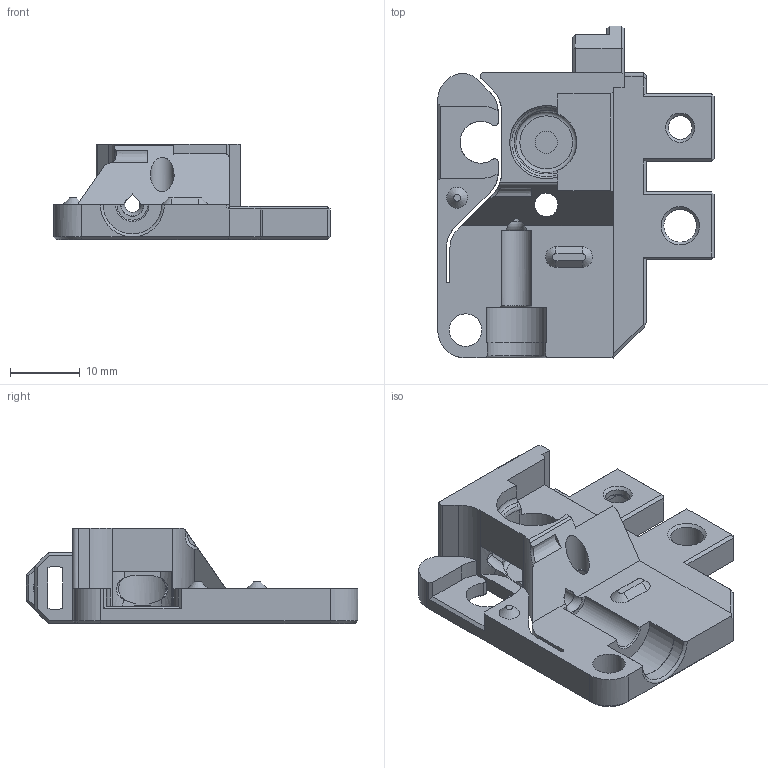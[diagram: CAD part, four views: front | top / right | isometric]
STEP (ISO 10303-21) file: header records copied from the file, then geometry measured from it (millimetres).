
FILE_DESCRIPTION(/* description */ (''),/* implementation_level */ '2;1');
FILE_NAME(/* name */ 'Encoder Right.step',/* time_stamp */ '2022-04-12T13:10:47+02:00',/* author */ (''),/* organization */ (''),/* preprocessor_version */ 'ST-DEVELOPER v18.1',/* originating_system */ 'Autodesk Translation Framework v10.13.0.1454',/* authorisation */ '');
FILE_SCHEMA (('AUTOMOTIVE_DESIGN { 1 0 10303 214 3 1 1 }'));
Length unit declared in the file: millimetre
Products named in the file (1): (Nicht gespeichert)
Bounding box: 39.75 x 47.7 x 13.68 mm (x, y, z)
Surface area: 5381.6 mm2 (no closed solid volume)
Topology: 0 solids, 1 shells, 243 faces, 676 edges, 431 vertices
Faces by surface type: plane 154, cone 42, cylinder 33, torus 10, bspline 4
Full cylindrical faces by diameter (mm): 3.2 x1, 3.4 x2, 4.7 x3, 6 x1, 6.2 x1
Entity records: 16675 total; most frequent: CARTESIAN_POINT 10631, ORIENTED_EDGE 1344, DIRECTION 1134, EDGE_CURVE 676, VERTEX_POINT 431, LINE 402, VECTOR 402, AXIS2_PLACEMENT_3D 366
